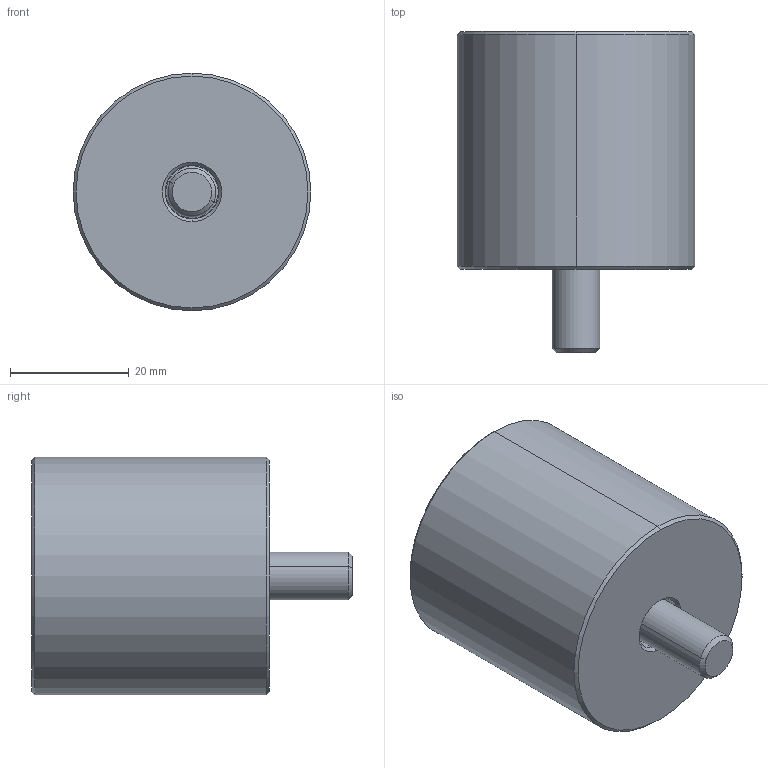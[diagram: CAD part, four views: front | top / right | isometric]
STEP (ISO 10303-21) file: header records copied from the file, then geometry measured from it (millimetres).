
FILE_DESCRIPTION (( 'STEP AP214' ), '1' );
FILE_NAME ('TR404008.STEP', '2016-02-18T15:11:38', ( '' ), ( '' ), 'SwSTEP 2.0', 'SolidWorks 2015', '' );
FILE_SCHEMA (( 'AUTOMOTIVE_DESIGN' ));
Length unit declared in the file: millimetre
Products named in the file (3): TR404008; 1DIN912845_DIN 912 M8 x 45 --- 45C; 9TR404008
Assembly tree (2 placements, depth 2):
  TR404008
    9TR404008
    1DIN912845_DIN 912 M8 x 45 --- 45C
Bounding box: 40 x 54 x 40 mm (x, y, z)
Volume: 50040.7 mm3; surface area: 10350.6 mm2
Topology: 2 solids, 2 shells, 48 faces, 100 edges, 57 vertices
Faces by surface type: plane 18, cone 16, cylinder 10, torus 4
Entity records: 1386 total; most frequent: DIRECTION 252, CARTESIAN_POINT 208, ORIENTED_EDGE 196, AXIS2_PLACEMENT_3D 101, EDGE_CURVE 98, VERTEX_POINT 57, EDGE_LOOP 53, LINE 50
